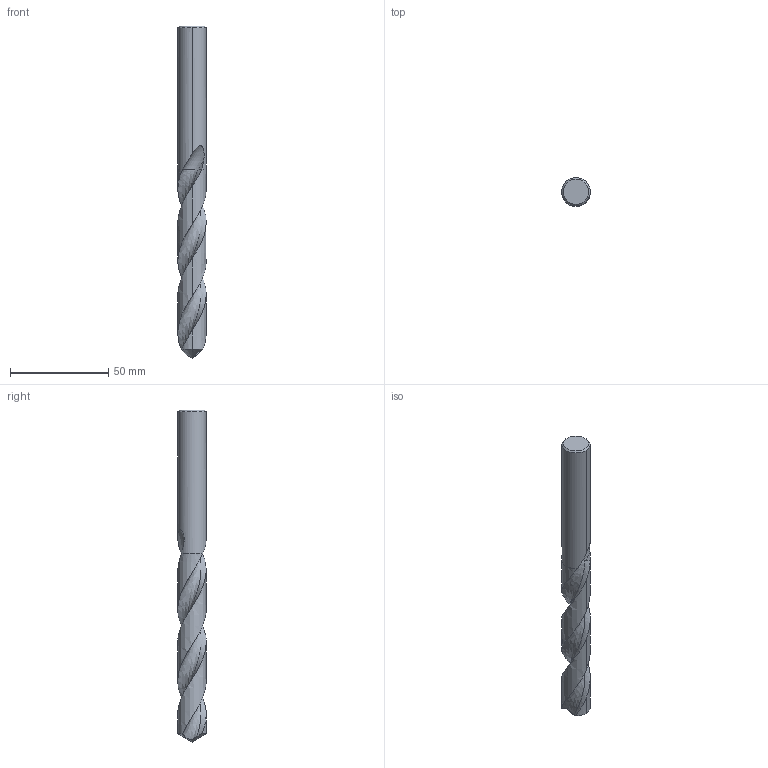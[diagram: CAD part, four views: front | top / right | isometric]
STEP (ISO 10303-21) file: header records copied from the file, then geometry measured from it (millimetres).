
FILE_DESCRIPTION(('no description'),'unknown implementation level');
FILE_NAME('solid_wXd6RJttCqMfEdym_WpDAgZD_I_1.STP',' ',('CIMSOURCE GmbH'),('CADClick - KiM GmbH - www.kimweb.de'),'unknown preprocess','ACIS','unknown authorization');
FILE_SCHEMA(('automotive_design'));
Length unit declared in the file: millimetre
Products named in the file (2): 1; 2
Bounding box: 14.5 x 14.5 x 169 mm (x, y, z)
Volume: 20582.5 mm3; surface area: 8468.8 mm2
Topology: 2 solids, 2 shells, 42 faces, 113 edges, 73 vertices
Faces by surface type: cone 12, cylinder 10, plane 8, revolution 8, bspline 4
Entity records: 7737 total; most frequent: CARTESIAN_POINT 5475, STYLED_ITEM 228, PRESENTATION_STYLE_ASSIGNMENT 228, COLOUR_RGB 228, ORIENTED_EDGE 222, DIRECTION 163, EDGE_CURVE 111, CURVE_STYLE 111
